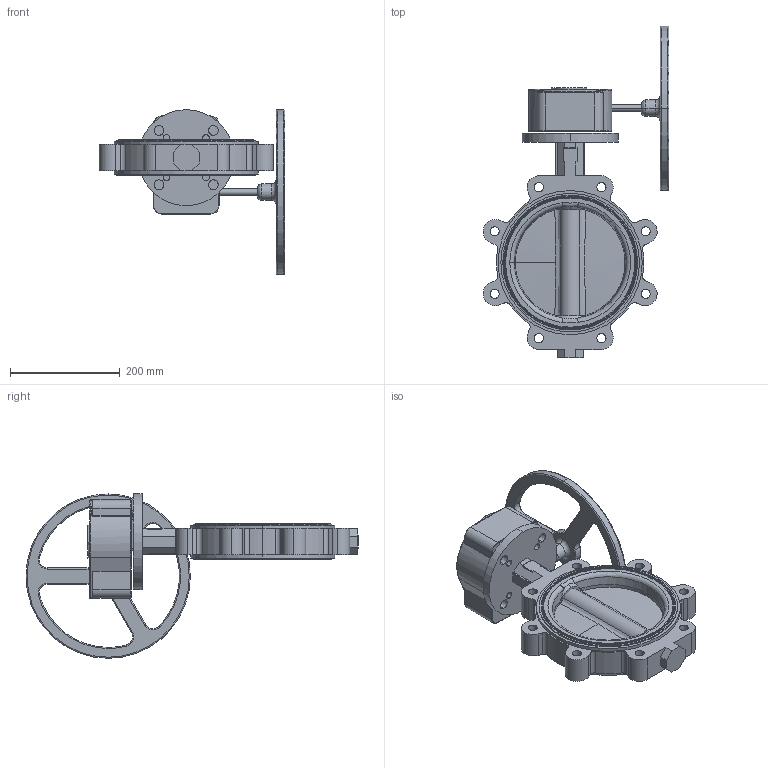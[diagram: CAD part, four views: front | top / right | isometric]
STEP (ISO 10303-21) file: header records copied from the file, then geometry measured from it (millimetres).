
FILE_DESCRIPTION (( 'STEP AP214' ), '1' );
FILE_NAME ('NS-0800-LUG-GEAR.step', '2019-03-07T20:54:09', ( '' ), ( '' ), 'SwSTEP 2.0', 'SolidWorks 2019', '' );
FILE_SCHEMA (( 'AUTOMOTIVE_DESIGN' ));
Length unit declared in the file: inch
Products named in the file (1): NS-0800-LUG-GEAR
Bounding box: 338.73 x 606 x 300.5 mm (x, y, z)
Surface area: 521384.1 mm2 (no closed solid volume)
Topology: 0 solids, 5 shells, 353 faces, 959 edges, 608 vertices
Faces by surface type: cylinder 154, torus 80, plane 80, bspline 20, cone 18, sphere 1
Entity records: 19798 total; most frequent: CARTESIAN_POINT 6137, DIRECTION 2018, ORIENTED_EDGE 1802, EDGE_CURVE 958, AXIS2_PLACEMENT_3D 833, VERTEX_POINT 608, CIRCLE 499, EDGE_LOOP 412
